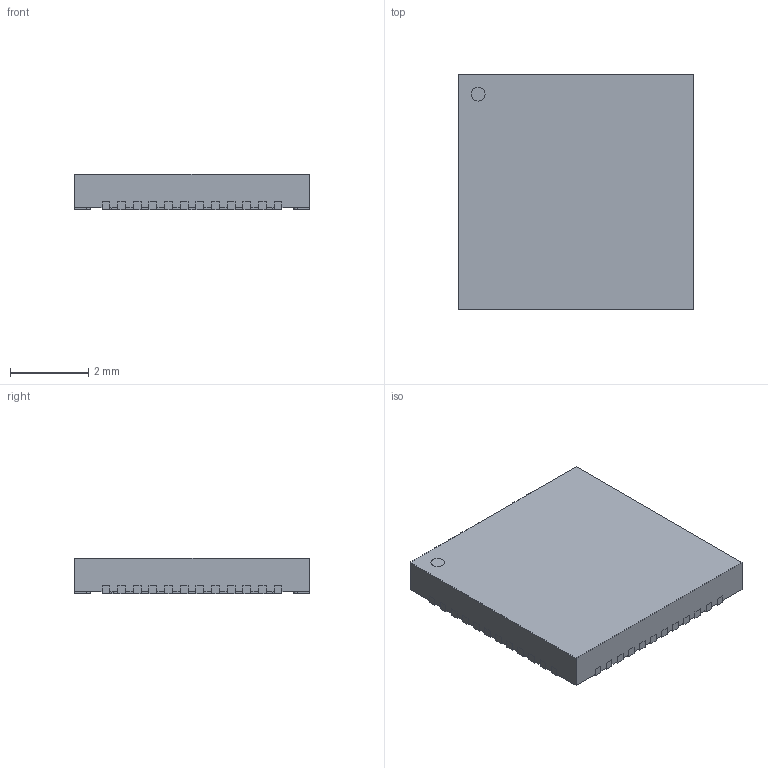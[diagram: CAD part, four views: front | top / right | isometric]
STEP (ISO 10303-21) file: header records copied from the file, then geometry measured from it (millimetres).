
FILE_DESCRIPTION(/* description */ (''),/* implementation_level */ '2;1');
FILE_NAME(/* name */ 'QFN-48-1EP_6x6mm_P0.4mm_EP4.6x4.6mm.step',/* time_stamp */ '2021-11-19T12:14:08+02:00',/* author */ (''),/* organization */ (''),/* preprocessor_version */ 'ST-DEVELOPER v18.1',/* originating_system */ 'Autodesk Translation Framework v10.10.0.1391',/* authorisation */ '');
FILE_SCHEMA (('AUTOMOTIVE_DESIGN { 1 0 10303 214 3 1 1 }'));
Length unit declared in the file: millimetre
Products named in the file (1): QFN-48-1EP_6x6mm_P0.4mm_EP4.6x4.6mm
Bounding box: 6 x 6 x 0.9 mm (x, y, z)
Volume: 31.8 mm3; surface area: 164.7 mm2
Topology: 51 solids, 51 shells, 706 faces, 1806 edges, 1204 vertices
Faces by surface type: plane 502, cylinder 204
Full cylindrical faces by diameter (mm): 0.35 x2
Entity records: 21322 total; most frequent: CARTESIAN_POINT 3717, DIRECTION 3628, ORIENTED_EDGE 3612, EDGE_CURVE 1806, LINE 1398, VECTOR 1398, VERTEX_POINT 1204, AXIS2_PLACEMENT_3D 1115
